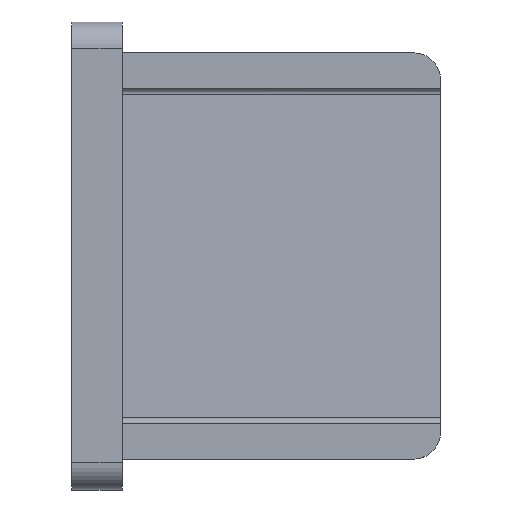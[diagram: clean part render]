
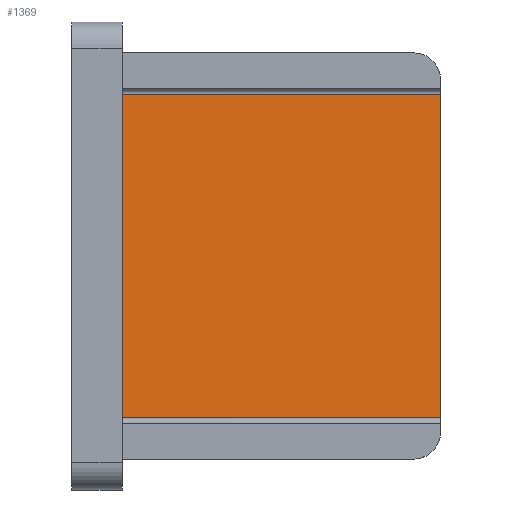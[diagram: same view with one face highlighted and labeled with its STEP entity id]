
A CAD part, top view. The second image highlights one B-rep face of the part: STEP entity #1369.
In plain terms, the highlighted planar face has unit normal (0.052, 0, 0.999).
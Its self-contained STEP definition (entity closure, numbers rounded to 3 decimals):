
#95=CARTESIAN_POINT('Vertex',(19.,72.,-1.763)) ;
#156=CARTESIAN_POINT('Vertex',(19.,-49.,-1.763)) ;
#159=CARTESIAN_POINT('Line Origine',(19.,11.5,-1.763)) ;
#460=CARTESIAN_POINT('Line Origine',(78.448,72.,-4.879)) ;
#464=CARTESIAN_POINT('Vertex',(138.,72.,-8.)) ;
#494=CARTESIAN_POINT('Line Origine',(78.448,-49.,-4.879)) ;
#498=CARTESIAN_POINT('Vertex',(138.,-49.,-8.)) ;
#1144=CARTESIAN_POINT('Line Origine',(138.,11.5,-8.)) ;
#1358=CARTESIAN_POINT('Axis2P3D Location',(138.,11.5,-8.)) ;
#160=DIRECTION('Vector Direction',(0.,1.,0.)) ;
#461=DIRECTION('Vector Direction',(-0.999,0.,0.052)) ;
#495=DIRECTION('Vector Direction',(-0.999,0.,0.052)) ;
#1145=DIRECTION('Vector Direction',(0.,1.,0.)) ;
#1359=DIRECTION('Axis2P3D Direction',(0.052,-0.,0.999)) ;
#1360=DIRECTION('Axis2P3D XDirection',(0.,1.,0.)) ;
#1361=AXIS2_PLACEMENT_3D('Plane Axis2P3D',#1358,#1359,#1360) ;
#1364=ORIENTED_EDGE('',*,*,#163,.T.) ;
#1365=ORIENTED_EDGE('',*,*,#500,.T.) ;
#1366=ORIENTED_EDGE('',*,*,#1148,.F.) ;
#1367=ORIENTED_EDGE('',*,*,#466,.T.) ;
#161=VECTOR('Line Direction',#160,1.) ;
#462=VECTOR('Line Direction',#461,1.) ;
#496=VECTOR('Line Direction',#495,1.) ;
#1146=VECTOR('Line Direction',#1145,1.) ;
#1369=ADVANCED_FACE('P43540.1\\PartBody',(#1368),#1362,.T.) ;
#163=EDGE_CURVE('',#96,#157,#162,.F.) ;
#466=EDGE_CURVE('',#465,#96,#463,.T.) ;
#500=EDGE_CURVE('',#157,#499,#497,.F.) ;
#1148=EDGE_CURVE('',#465,#499,#1147,.F.) ;
#1363=EDGE_LOOP('',(#1364,#1365,#1366,#1367)) ;
#1368=FACE_OUTER_BOUND('',#1363,.T.) ;
#162=LINE('Line',#159,#161) ;
#463=LINE('Line',#460,#462) ;
#497=LINE('Line',#494,#496) ;
#1147=LINE('Line',#1144,#1146) ;
#1362=PLANE('',#1361) ;
#96=VERTEX_POINT('',#95) ;
#157=VERTEX_POINT('',#156) ;
#465=VERTEX_POINT('',#464) ;
#499=VERTEX_POINT('',#498) ;
